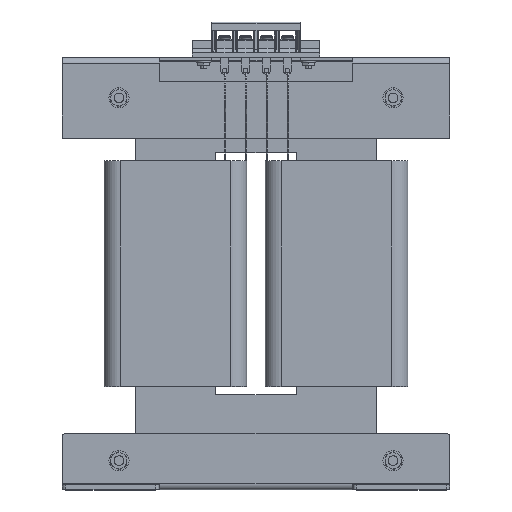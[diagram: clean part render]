
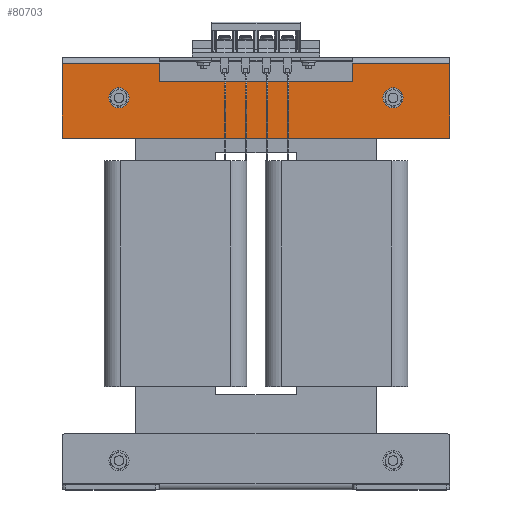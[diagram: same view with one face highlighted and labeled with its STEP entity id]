
A CAD part, top view. The second image highlights one B-rep face of the part: STEP entity #80703.
In plain terms, the highlighted planar face has unit normal (0, 0, 1).
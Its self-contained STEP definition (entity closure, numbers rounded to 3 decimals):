
#700 = CARTESIAN_POINT ( 'NONE',  ( -3.031, 234.629, 229.17 ) ) ;
#2126 = DIRECTION ( 'NONE',  ( 1., 0., 0. ) ) ;
#3736 = DIRECTION ( 'NONE',  ( 0., 0., 1. ) ) ;
#4138 = CARTESIAN_POINT ( 'NONE',  ( 201.969, 255.893, 229.17 ) ) ;
#4725 = LINE ( 'NONE', #4138, #81922 ) ;
#7310 = CARTESIAN_POINT ( 'NONE',  ( -38.031, 209.629, 229.17 ) ) ;
#7730 = DIRECTION ( 'NONE',  ( 0., 0., -1. ) ) ;
#8471 = DIRECTION ( 'NONE',  ( 0., -1., 0. ) ) ;
#9261 = EDGE_LOOP ( 'NONE', ( #96774, #110495, #108358, #48624 ) ) ;
#10027 = EDGE_LOOP ( 'NONE', ( #17329, #17499 ) ) ;
#12105 = ORIENTED_EDGE ( 'NONE', *, *, #18008, .F. ) ;
#13500 = VERTEX_POINT ( 'NONE', #58602 ) ;
#13531 = VECTOR ( 'NONE', #35575, 1000. ) ;
#14043 = DIRECTION ( 'NONE',  ( 0., 0., 1. ) ) ;
#14319 = VECTOR ( 'NONE', #100394, 1000. ) ;
#15231 = DIRECTION ( 'NONE',  ( 1., 0., 0. ) ) ;
#16390 = EDGE_CURVE ( 'NONE', #24955, #112337, #106430, .T. ) ;
#17329 = ORIENTED_EDGE ( 'NONE', *, *, #71408, .F. ) ;
#17499 = ORIENTED_EDGE ( 'NONE', *, *, #16390, .F. ) ;
#18008 = EDGE_CURVE ( 'NONE', #48113, #13500, #43575, .T. ) ;
#19245 = CARTESIAN_POINT ( 'NONE',  ( 166.969, 234.629, 229.17 ) ) ;
#21955 = CARTESIAN_POINT ( 'NONE',  ( 161.969, 234.629, 229.17 ) ) ;
#22580 = VERTEX_POINT ( 'NONE', #32479 ) ;
#24882 = FACE_OUTER_BOUND ( 'NONE', #9261, .T. ) ;
#24955 = VERTEX_POINT ( 'NONE', #21955 ) ;
#26629 = DIRECTION ( 'NONE',  ( 0., 1., 0. ) ) ;
#28177 = CARTESIAN_POINT ( 'NONE',  ( -38.031, 209.629, 229.17 ) ) ;
#29520 = VERTEX_POINT ( 'NONE', #28177 ) ;
#30758 = VERTEX_POINT ( 'NONE', #64415 ) ;
#32479 = CARTESIAN_POINT ( 'NONE',  ( 201.969, 209.629, 229.17 ) ) ;
#33700 = FACE_BOUND ( 'NONE', #93937, .T. ) ;
#34217 = AXIS2_PLACEMENT_3D ( 'NONE', #65662, #3736, #101512 ) ;
#34916 = AXIS2_PLACEMENT_3D ( 'NONE', #700, #72580, #54918 ) ;
#35575 = DIRECTION ( 'NONE',  ( 1., 0., 0. ) ) ;
#36733 = VECTOR ( 'NONE', #8471, 1000. ) ;
#37424 = AXIS2_PLACEMENT_3D ( 'NONE', #19245, #65742, #2126 ) ;
#40653 = AXIS2_PLACEMENT_3D ( 'NONE', #112226, #14043, #15231 ) ;
#40771 = CARTESIAN_POINT ( 'NONE',  ( 201.969, 255.893, 229.17 ) ) ;
#43575 = CIRCLE ( 'NONE', #34217, 5. ) ;
#44057 = CARTESIAN_POINT ( 'NONE',  ( 1.969, 234.629, 229.17 ) ) ;
#48113 = VERTEX_POINT ( 'NONE', #44057 ) ;
#48624 = ORIENTED_EDGE ( 'NONE', *, *, #82509, .T. ) ;
#49948 = CIRCLE ( 'NONE', #34916, 5. ) ;
#51934 = PLANE ( 'NONE',  #55117 ) ;
#54918 = DIRECTION ( 'NONE',  ( 1., 0., 0. ) ) ;
#55117 = AXIS2_PLACEMENT_3D ( 'NONE', #98327, #7730, #26629 ) ;
#58602 = CARTESIAN_POINT ( 'NONE',  ( -8.031, 234.629, 229.17 ) ) ;
#62525 = FACE_BOUND ( 'NONE', #10027, .T. ) ;
#64415 = CARTESIAN_POINT ( 'NONE',  ( -38.031, 255.893, 229.17 ) ) ;
#65662 = CARTESIAN_POINT ( 'NONE',  ( -3.031, 234.629, 229.17 ) ) ;
#65742 = DIRECTION ( 'NONE',  ( 0., 0., 1. ) ) ;
#67805 = VERTEX_POINT ( 'NONE', #40771 ) ;
#71408 = EDGE_CURVE ( 'NONE', #112337, #24955, #84406, .T. ) ;
#72580 = DIRECTION ( 'NONE',  ( 0., 0., 1. ) ) ;
#72678 = EDGE_CURVE ( 'NONE', #13500, #48113, #49948, .T. ) ;
#72682 = EDGE_CURVE ( 'NONE', #30758, #67805, #4725, .T. ) ;
#73406 = LINE ( 'NONE', #109746, #14319 ) ;
#76028 = DIRECTION ( 'NONE',  ( 1., 0., 0. ) ) ;
#79253 = ORIENTED_EDGE ( 'NONE', *, *, #72678, .F. ) ;
#80703 = ADVANCED_FACE ( 'NONE', ( #33700, #62525, #24882 ), #51934, .F. ) ;
#81922 = VECTOR ( 'NONE', #76028, 1000. ) ;
#82509 = EDGE_CURVE ( 'NONE', #22580, #67805, #73406, .T. ) ;
#84406 = CIRCLE ( 'NONE', #37424, 5. ) ;
#89148 = CARTESIAN_POINT ( 'NONE',  ( -38.031, 259.629, 229.17 ) ) ;
#93937 = EDGE_LOOP ( 'NONE', ( #12105, #79253 ) ) ;
#96774 = ORIENTED_EDGE ( 'NONE', *, *, #72682, .F. ) ;
#97131 = CARTESIAN_POINT ( 'NONE',  ( 171.969, 234.629, 229.17 ) ) ;
#97897 = LINE ( 'NONE', #89148, #36733 ) ;
#98327 = CARTESIAN_POINT ( 'NONE',  ( -38.031, 259.629, 229.17 ) ) ;
#98712 = EDGE_CURVE ( 'NONE', #29520, #22580, #105578, .T. ) ;
#100394 = DIRECTION ( 'NONE',  ( 0., 1., 0. ) ) ;
#101512 = DIRECTION ( 'NONE',  ( 1., 0., 0. ) ) ;
#105578 = LINE ( 'NONE', #7310, #13531 ) ;
#106430 = CIRCLE ( 'NONE', #40653, 5. ) ;
#107968 = EDGE_CURVE ( 'NONE', #30758, #29520, #97897, .T. ) ;
#108358 = ORIENTED_EDGE ( 'NONE', *, *, #98712, .T. ) ;
#109746 = CARTESIAN_POINT ( 'NONE',  ( 201.969, 259.629, 229.17 ) ) ;
#110495 = ORIENTED_EDGE ( 'NONE', *, *, #107968, .T. ) ;
#112226 = CARTESIAN_POINT ( 'NONE',  ( 166.969, 234.629, 229.17 ) ) ;
#112337 = VERTEX_POINT ( 'NONE', #97131 ) ;
